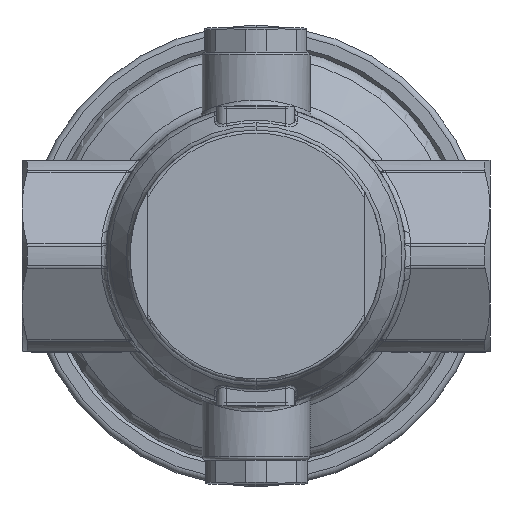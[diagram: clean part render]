
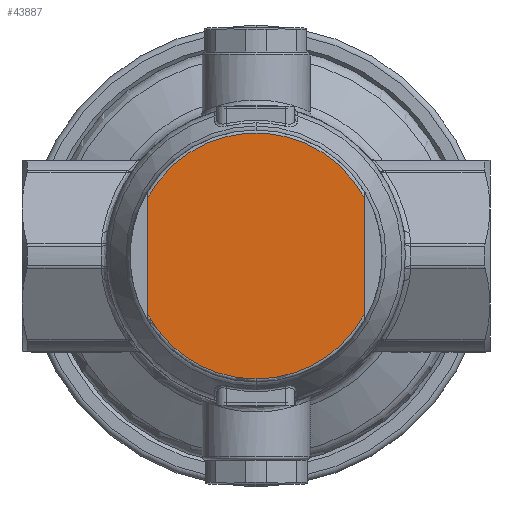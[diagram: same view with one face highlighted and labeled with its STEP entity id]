
A CAD part, front view. The second image highlights one B-rep face of the part: STEP entity #43887.
In plain terms, the highlighted planar face has unit normal (0, -1, 0).
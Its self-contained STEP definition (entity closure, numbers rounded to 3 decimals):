
#436 = EDGE_CURVE ( 'NONE', #21051, #34818, #5383, .T. ) ;
#1915 = VECTOR ( 'NONE', #27260, 1000. ) ;
#3364 = EDGE_CURVE ( 'NONE', #21918, #21051, #77783, .T. ) ;
#3653 = VERTEX_POINT ( 'NONE', #111388 ) ;
#5383 = CIRCLE ( 'NONE', #76989, 20.5 ) ;
#7281 = AXIS2_PLACEMENT_3D ( 'NONE', #10325, #78043, #20102 ) ;
#7317 = PLANE ( 'NONE',  #35650 ) ;
#9578 = CIRCLE ( 'NONE', #16158, 20.5 ) ;
#10325 = CARTESIAN_POINT ( 'NONE',  ( 0., -7., 0. ) ) ;
#11607 = ORIENTED_EDGE ( 'NONE', *, *, #436, .T. ) ;
#16158 = AXIS2_PLACEMENT_3D ( 'NONE', #44175, #111743, #53849 ) ;
#18868 = CARTESIAN_POINT ( 'NONE',  ( -18., -7., -9.811 ) ) ;
#19004 = CARTESIAN_POINT ( 'NONE',  ( 18., -7., -20. ) ) ;
#20102 = DIRECTION ( 'NONE',  ( 0., 0., -1. ) ) ;
#20161 = CARTESIAN_POINT ( 'NONE',  ( 18., -7., 9.811 ) ) ;
#21051 = VERTEX_POINT ( 'NONE', #20161 ) ;
#21918 = VERTEX_POINT ( 'NONE', #98387 ) ;
#24774 = FACE_OUTER_BOUND ( 'NONE', #35059, .T. ) ;
#26381 = VECTOR ( 'NONE', #30842, 1000. ) ;
#27260 = DIRECTION ( 'NONE',  ( 0., 0., -1. ) ) ;
#30842 = DIRECTION ( 'NONE',  ( 0., 0., 1. ) ) ;
#34818 = VERTEX_POINT ( 'NONE', #56469 ) ;
#35059 = EDGE_LOOP ( 'NONE', ( #90823, #48168, #41846, #11607, #35828 ) ) ;
#35650 = AXIS2_PLACEMENT_3D ( 'NONE', #94925, #37040, #104601 ) ;
#35828 = ORIENTED_EDGE ( 'NONE', *, *, #103595, .T. ) ;
#37040 = DIRECTION ( 'NONE',  ( 0., -1., 0. ) ) ;
#41846 = ORIENTED_EDGE ( 'NONE', *, *, #3364, .T. ) ;
#43887 = ADVANCED_FACE ( 'NONE', ( #24774 ), #7317, .T. ) ;
#44175 = CARTESIAN_POINT ( 'NONE',  ( 0., -7., 0. ) ) ;
#48168 = ORIENTED_EDGE ( 'NONE', *, *, #67145, .T. ) ;
#53849 = DIRECTION ( 'NONE',  ( 0., 0., -1. ) ) ;
#56469 = CARTESIAN_POINT ( 'NONE',  ( -18., -7., 9.811 ) ) ;
#64130 = VERTEX_POINT ( 'NONE', #18868 ) ;
#67145 = EDGE_CURVE ( 'NONE', #3653, #21918, #82169, .T. ) ;
#75656 = DIRECTION ( 'NONE',  ( 0., 0., -1. ) ) ;
#76460 = DIRECTION ( 'NONE',  ( 0., -1., 0. ) ) ;
#76860 = CARTESIAN_POINT ( 'NONE',  ( 0., -7., 0. ) ) ;
#76989 = AXIS2_PLACEMENT_3D ( 'NONE', #76860, #76460, #75656 ) ;
#77783 = LINE ( 'NONE', #19004, #26381 ) ;
#78043 = DIRECTION ( 'NONE',  ( 0., -1., 0. ) ) ;
#82169 = CIRCLE ( 'NONE', #7281, 20.5 ) ;
#85109 = CARTESIAN_POINT ( 'NONE',  ( -18., -7., -20. ) ) ;
#90823 = ORIENTED_EDGE ( 'NONE', *, *, #103449, .T. ) ;
#94925 = CARTESIAN_POINT ( 'NONE',  ( 0., -7., 0. ) ) ;
#98387 = CARTESIAN_POINT ( 'NONE',  ( 18., -7., -9.811 ) ) ;
#103449 = EDGE_CURVE ( 'NONE', #64130, #3653, #9578, .T. ) ;
#103595 = EDGE_CURVE ( 'NONE', #34818, #64130, #104836, .T. ) ;
#104601 = DIRECTION ( 'NONE',  ( 0., 0., -1. ) ) ;
#104836 = LINE ( 'NONE', #85109, #1915 ) ;
#111388 = CARTESIAN_POINT ( 'NONE',  ( 0., -7., -20.5 ) ) ;
#111743 = DIRECTION ( 'NONE',  ( 0., -1., 0. ) ) ;
